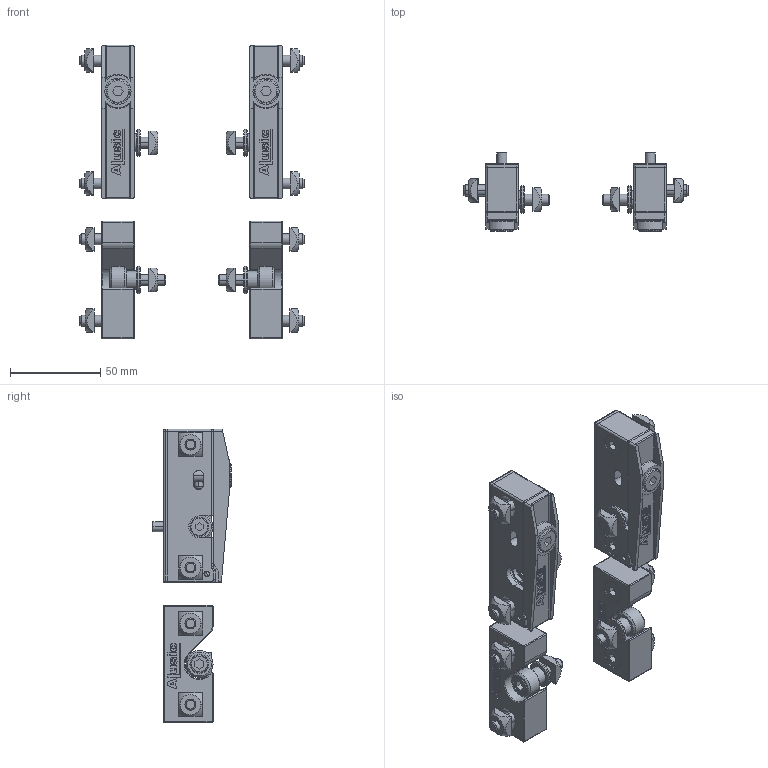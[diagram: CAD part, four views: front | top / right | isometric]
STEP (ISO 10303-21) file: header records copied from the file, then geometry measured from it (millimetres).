
FILE_DESCRIPTION(/* description */ (''),/* implementation_level */ '2;1');
FILE_NAME(/* name */ '41-400-1.stp',/* time_stamp */ '2023-05-11T13:08:28-04:00',/* author */ ('jmurphy'),/* organization */ (''),/* preprocessor_version */ 'ST-DEVELOPER v18.1',/* originating_system */ 'AutoCAD Mechanical',/* authorisation */ '');
FILE_SCHEMA (('AUTOMOTIVE_DESIGN { 1 0 10303 214 3 1 1 }'));
Products named in the file (1): Product
Bounding box: 124 x 43.25 x 162.43 mm (x, y, z)
Volume: 155736.6 mm3; surface area: 86848.6 mm2
Topology: 52 solids, 52 shells, 1712 faces, 4274 edges, 2698 vertices
Faces by surface type: plane 752, cylinder 672, cone 120, bspline 60, torus 56, sphere 52
Entity records: 72896 total; most frequent: CARTESIAN_POINT 31193, DIRECTION 9042, ORIENTED_EDGE 8436, EDGE_CURVE 4218, AXIS2_PLACEMENT_3D 3307, VERTEX_POINT 2698, LINE 2428, VECTOR 2428
